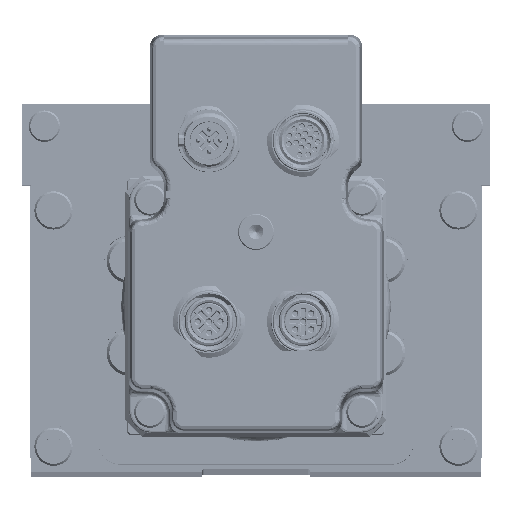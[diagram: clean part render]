
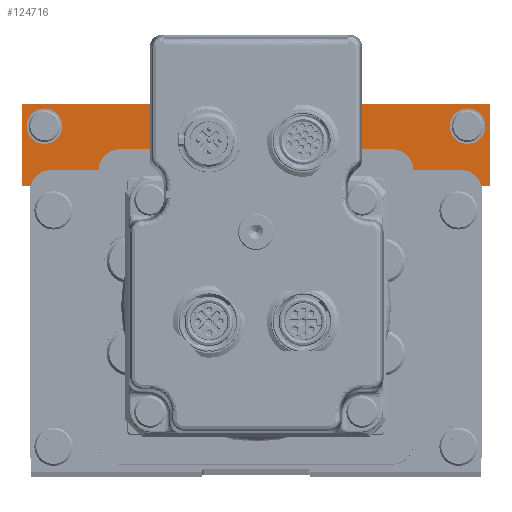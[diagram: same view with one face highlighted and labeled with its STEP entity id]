
A CAD part, top view. The second image highlights one B-rep face of the part: STEP entity #124716.
In plain terms, the highlighted face is planar.
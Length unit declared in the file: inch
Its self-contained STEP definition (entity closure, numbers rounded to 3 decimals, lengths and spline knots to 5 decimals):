
#253 = FACE_BOUND ( 'NONE', #61983, .T. ) ;
#2891 = LINE ( 'NONE', #97127, #42940 ) ;
#4058 = EDGE_CURVE ( 'NONE', #128806, #21125, #77633, .T. ) ;
#5346 = CARTESIAN_POINT ( 'NONE',  ( 2.04724, 1.07283, -4.33071 ) ) ;
#13626 = ORIENTED_EDGE ( 'NONE', *, *, #131421, .F. ) ;
#17242 = CIRCLE ( 'NONE', #37242, 0.15551 ) ;
#19769 = DIRECTION ( 'NONE',  ( 0., 0., -1. ) ) ;
#21125 = VERTEX_POINT ( 'NONE', #164476 ) ;
#23774 = CIRCLE ( 'NONE', #129716, 0.15551 ) ;
#23857 = LINE ( 'NONE', #34655, #31289 ) ;
#25406 = FACE_BOUND ( 'NONE', #54076, .T. ) ;
#25779 = ORIENTED_EDGE ( 'NONE', *, *, #147232, .F. ) ;
#28989 = VERTEX_POINT ( 'NONE', #138467 ) ;
#31289 = VECTOR ( 'NONE', #78620, 39.37008 ) ;
#32388 = DIRECTION ( 'NONE',  ( 0., 1., 0. ) ) ;
#34655 = CARTESIAN_POINT ( 'NONE',  ( 2.04724, 1.7815, -4.33071 ) ) ;
#37242 = AXIS2_PLACEMENT_3D ( 'NONE', #49379, #19769, #32388 ) ;
#37294 = DIRECTION ( 'NONE',  ( 0., 0., -1. ) ) ;
#38884 = FACE_OUTER_BOUND ( 'NONE', #56940, .T. ) ;
#40534 = EDGE_CURVE ( 'NONE', #154054, #128806, #23857, .T. ) ;
#42930 = DIRECTION ( 'NONE',  ( -1., 0., 0. ) ) ;
#42940 = VECTOR ( 'NONE', #70225, 39.37008 ) ;
#45385 = EDGE_CURVE ( 'NONE', #154054, #48939, #164067, .T. ) ;
#45428 = DIRECTION ( 'NONE',  ( 0., 1., 0. ) ) ;
#47168 = DIRECTION ( 'NONE',  ( 0., 0., -1. ) ) ;
#48939 = VERTEX_POINT ( 'NONE', #57872 ) ;
#49379 = CARTESIAN_POINT ( 'NONE',  ( 0., 1.58465, -4.33071 ) ) ;
#54076 = EDGE_LOOP ( 'NONE', ( #13626 ) ) ;
#56940 = EDGE_LOOP ( 'NONE', ( #104833, #111270, #101860, #114427 ) ) ;
#57872 = CARTESIAN_POINT ( 'NONE',  ( -2.04724, 1.7815, -4.33071 ) ) ;
#61873 = AXIS2_PLACEMENT_3D ( 'NONE', #161820, #81921, #134007 ) ;
#61983 = EDGE_LOOP ( 'NONE', ( #79085 ) ) ;
#64673 = EDGE_CURVE ( 'NONE', #82885, #82885, #17242, .T. ) ;
#65834 = PLANE ( 'NONE',  #61873 ) ;
#70225 = DIRECTION ( 'NONE',  ( 0., -1., 0. ) ) ;
#72768 = CARTESIAN_POINT ( 'NONE',  ( 2.04724, 1.7815, -4.33071 ) ) ;
#77633 = LINE ( 'NONE', #78529, #86733 ) ;
#78529 = CARTESIAN_POINT ( 'NONE',  ( -2.04724, 1.07283, -4.33071 ) ) ;
#78620 = DIRECTION ( 'NONE',  ( 0., -1., 0. ) ) ;
#79085 = ORIENTED_EDGE ( 'NONE', *, *, #64673, .F. ) ;
#81921 = DIRECTION ( 'NONE',  ( 0., 0., 1. ) ) ;
#82885 = VERTEX_POINT ( 'NONE', #177072 ) ;
#86733 = VECTOR ( 'NONE', #149351, 39.37008 ) ;
#88575 = VERTEX_POINT ( 'NONE', #143297 ) ;
#92041 = DIRECTION ( 'NONE',  ( 0., 1., 0. ) ) ;
#97127 = CARTESIAN_POINT ( 'NONE',  ( -2.04724, 1.7815, -4.33071 ) ) ;
#97658 = CARTESIAN_POINT ( 'NONE',  ( -2.04724, 1.7815, -4.33071 ) ) ;
#101860 = ORIENTED_EDGE ( 'NONE', *, *, #45385, .F. ) ;
#102767 = CARTESIAN_POINT ( 'NONE',  ( 1.85039, 1.58465, -4.33071 ) ) ;
#104833 = ORIENTED_EDGE ( 'NONE', *, *, #4058, .T. ) ;
#105746 = CIRCLE ( 'NONE', #177458, 0.15551 ) ;
#111270 = ORIENTED_EDGE ( 'NONE', *, *, #156825, .F. ) ;
#114427 = ORIENTED_EDGE ( 'NONE', *, *, #40534, .T. ) ;
#124716 = ADVANCED_FACE ( 'NONE', ( #134884, #253, #25406, #38884 ), #65834, .F. ) ;
#128354 = VECTOR ( 'NONE', #42930, 39.37008 ) ;
#128806 = VERTEX_POINT ( 'NONE', #5346 ) ;
#129716 = AXIS2_PLACEMENT_3D ( 'NONE', #160233, #37294, #92041 ) ;
#131421 = EDGE_CURVE ( 'NONE', #28989, #28989, #105746, .T. ) ;
#134007 = DIRECTION ( 'NONE',  ( 0., -1., 0. ) ) ;
#134884 = FACE_BOUND ( 'NONE', #147376, .T. ) ;
#138467 = CARTESIAN_POINT ( 'NONE',  ( 1.85039, 1.74016, -4.33071 ) ) ;
#143297 = CARTESIAN_POINT ( 'NONE',  ( -1.85039, 1.74016, -4.33071 ) ) ;
#147232 = EDGE_CURVE ( 'NONE', #88575, #88575, #23774, .T. ) ;
#147376 = EDGE_LOOP ( 'NONE', ( #25779 ) ) ;
#149351 = DIRECTION ( 'NONE',  ( -1., 0., 0. ) ) ;
#154054 = VERTEX_POINT ( 'NONE', #72768 ) ;
#156825 = EDGE_CURVE ( 'NONE', #48939, #21125, #2891, .T. ) ;
#160233 = CARTESIAN_POINT ( 'NONE',  ( -1.85039, 1.58465, -4.33071 ) ) ;
#161820 = CARTESIAN_POINT ( 'NONE',  ( -2.04724, 1.7815, -4.33071 ) ) ;
#164067 = LINE ( 'NONE', #97658, #128354 ) ;
#164476 = CARTESIAN_POINT ( 'NONE',  ( -2.04724, 1.07283, -4.33071 ) ) ;
#177072 = CARTESIAN_POINT ( 'NONE',  ( 0., 1.74016, -4.33071 ) ) ;
#177458 = AXIS2_PLACEMENT_3D ( 'NONE', #102767, #47168, #45428 ) ;
